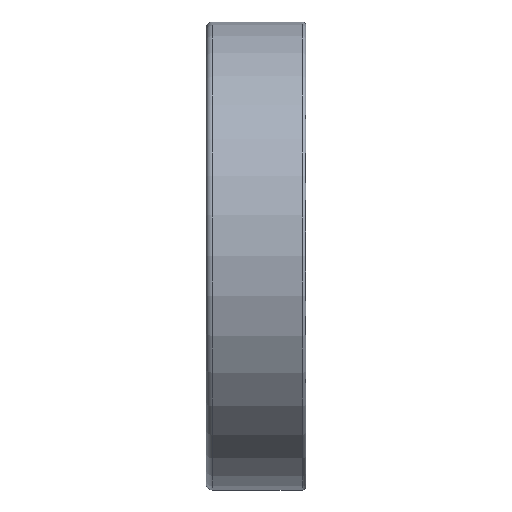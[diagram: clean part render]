
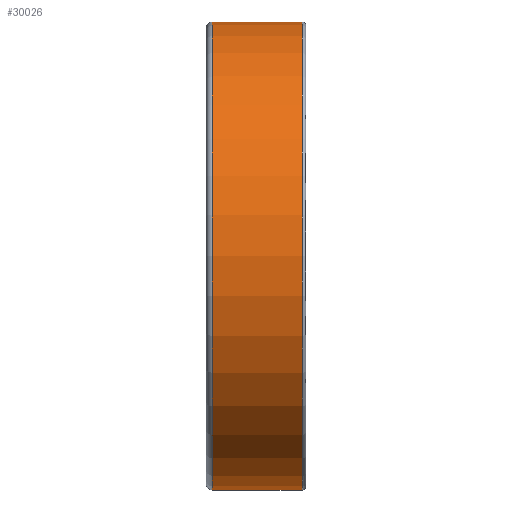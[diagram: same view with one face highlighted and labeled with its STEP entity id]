
A CAD part, top view. The second image highlights one B-rep face of the part: STEP entity #30026.
In plain terms, the highlighted cylindrical face has radius 37.5 mm (diameter 75 mm), a partial arc.
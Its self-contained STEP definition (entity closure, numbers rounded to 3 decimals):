
#19195=DIRECTION('',(-1.,0.,0.));
#19196=VECTOR('',#19195,14.4);
#19197=CARTESIAN_POINT('',(7.4,37.5,0.));
#19198=LINE('',#19197,#19196);
#19202=DIRECTION('',(-1.,0.,0.));
#19203=VECTOR('',#19202,14.4);
#19204=CARTESIAN_POINT('',(7.4,-37.5,0.));
#19205=LINE('',#19204,#19203);
#19217=CARTESIAN_POINT('',(7.4,0.,0.));
#19218=DIRECTION('',(1.,0.,0.));
#19219=DIRECTION('',(0.,1.,0.));
#19220=AXIS2_PLACEMENT_3D('',#19217,#19218,#19219);
#19225=CARTESIAN_POINT('',(-7.,0.,0.));
#19226=DIRECTION('',(1.,0.,0.));
#19227=DIRECTION('',(0.,1.,0.));
#19228=AXIS2_PLACEMENT_3D('',#19225,#19226,#19227);
#26784=CARTESIAN_POINT('',(7.4,37.5,0.));
#26785=CARTESIAN_POINT('',(-7.,37.5,0.));
#26786=VERTEX_POINT('',#26784);
#26787=VERTEX_POINT('',#26785);
#26796=CARTESIAN_POINT('',(7.4,-37.5,0.));
#26797=CARTESIAN_POINT('',(-7.,-37.5,0.));
#26798=VERTEX_POINT('',#26796);
#26799=VERTEX_POINT('',#26797);
#30014=CARTESIAN_POINT('',(-8.8,0.,0.));
#30015=DIRECTION('',(1.,0.,0.));
#30016=DIRECTION('',(0.,-1.,0.));
#30017=AXIS2_PLACEMENT_3D('',#30014,#30015,#30016);
#30018=CYLINDRICAL_SURFACE('',#30017,37.5);
#30019=ORIENTED_EDGE('',*,*,#30004,.F.);
#30020=ORIENTED_EDGE('',*,*,#29981,.T.);
#30021=ORIENTED_EDGE('',*,*,#30008,.T.);
#30023=ORIENTED_EDGE('',*,*,#30022,.F.);
#30024=EDGE_LOOP('',(#30019,#30020,#30021,#30023));
#30025=FACE_OUTER_BOUND('',#30024,.F.);
#19221=CIRCLE('',#19220,37.5);
#19229=CIRCLE('',#19228,37.5);
#29981=EDGE_CURVE('',#26786,#26798,#19221,.T.);
#30004=EDGE_CURVE('',#26786,#26787,#19198,.T.);
#30008=EDGE_CURVE('',#26798,#26799,#19205,.T.);
#30022=EDGE_CURVE('',#26787,#26799,#19229,.T.);
#30026=ADVANCED_FACE('',(#30025),#30018,.T.);
